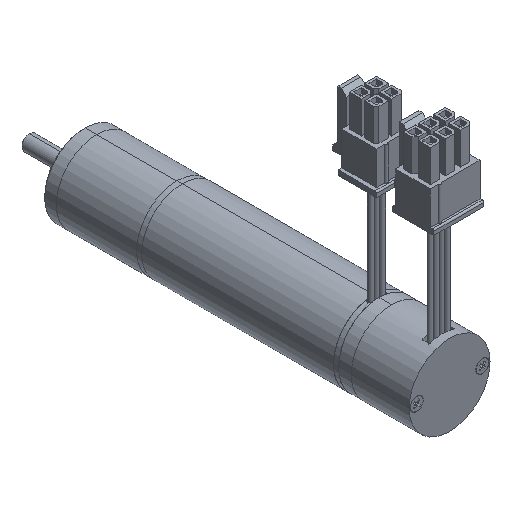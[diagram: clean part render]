
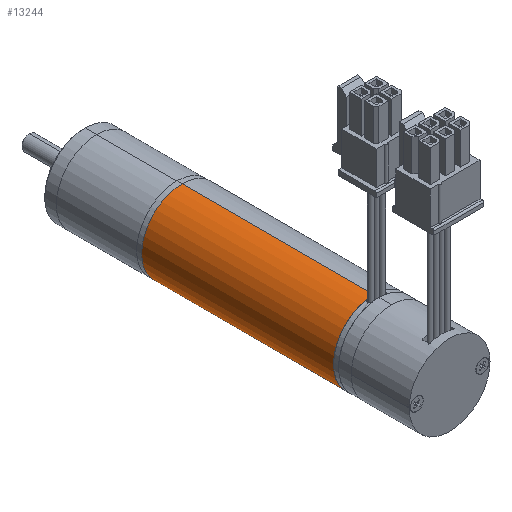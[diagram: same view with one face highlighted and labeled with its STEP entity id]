
A CAD part, isometric view. The second image highlights one B-rep face of the part: STEP entity #13244.
In plain terms, the highlighted cylindrical face has radius 8 mm (diameter 16 mm), a partial arc.
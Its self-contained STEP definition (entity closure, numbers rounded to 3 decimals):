
#832 = CARTESIAN_POINT ( 'NONE',  ( 0., -39., -8. ) ) ;
#2634 = CARTESIAN_POINT ( 'NONE',  ( 0., -39., 8. ) ) ;
#3707 = ORIENTED_EDGE ( 'NONE', *, *, #9985, .T. ) ;
#4406 = CARTESIAN_POINT ( 'NONE',  ( 0., -1., -8. ) ) ;
#4815 = DIRECTION ( 'NONE',  ( 0., 1., 0. ) ) ;
#4874 = DIRECTION ( 'NONE',  ( 0., 0., -1. ) ) ;
#4928 = CIRCLE ( 'NONE', #10187, 8. ) ;
#5098 = VERTEX_POINT ( 'NONE', #832 ) ;
#5120 = ORIENTED_EDGE ( 'NONE', *, *, #9034, .F. ) ;
#5146 = ORIENTED_EDGE ( 'NONE', *, *, #6376, .T. ) ;
#5266 = FACE_OUTER_BOUND ( 'NONE', #16340, .T. ) ;
#5422 = ORIENTED_EDGE ( 'NONE', *, *, #10771, .F. ) ;
#5524 = DIRECTION ( 'NONE',  ( 0., 1., 0. ) ) ;
#5680 = VECTOR ( 'NONE', #4815, 1000. ) ;
#5691 = VERTEX_POINT ( 'NONE', #12925 ) ;
#5822 = DIRECTION ( 'NONE',  ( 0., 0., 1. ) ) ;
#5957 = LINE ( 'NONE', #14564, #5680 ) ;
#6097 = DIRECTION ( 'NONE',  ( 0., -1., 0. ) ) ;
#6376 = EDGE_CURVE ( 'NONE', #6516, #5691, #15365, .T. ) ;
#6516 = VERTEX_POINT ( 'NONE', #13202 ) ;
#6737 = DIRECTION ( 'NONE',  ( 0., 0., -1. ) ) ;
#7820 = CYLINDRICAL_SURFACE ( 'NONE', #12843, 8. ) ;
#8158 = CIRCLE ( 'NONE', #10809, 8. ) ;
#9034 = EDGE_CURVE ( 'NONE', #6516, #5098, #4928, .T. ) ;
#9228 = DIRECTION ( 'NONE',  ( 0., -1., 0. ) ) ;
#9307 = CARTESIAN_POINT ( 'NONE',  ( 0., -39., 0. ) ) ;
#9479 = VERTEX_POINT ( 'NONE', #4406 ) ;
#9985 = EDGE_CURVE ( 'NONE', #5691, #9479, #8158, .T. ) ;
#10187 = AXIS2_PLACEMENT_3D ( 'NONE', #9307, #9228, #6737 ) ;
#10771 = EDGE_CURVE ( 'NONE', #5098, #9479, #5957, .T. ) ;
#10809 = AXIS2_PLACEMENT_3D ( 'NONE', #12395, #6097, #4874 ) ;
#12395 = CARTESIAN_POINT ( 'NONE',  ( 0., -1., 0. ) ) ;
#12843 = AXIS2_PLACEMENT_3D ( 'NONE', #13431, #13266, #5822 ) ;
#12925 = CARTESIAN_POINT ( 'NONE',  ( 0., -1., 8. ) ) ;
#13202 = CARTESIAN_POINT ( 'NONE',  ( 0., -39., 8. ) ) ;
#13244 = ADVANCED_FACE ( 'NONE', ( #5266 ), #7820, .T. ) ;
#13266 = DIRECTION ( 'NONE',  ( 0., 1., 0. ) ) ;
#13431 = CARTESIAN_POINT ( 'NONE',  ( 0., -39., 0. ) ) ;
#14237 = VECTOR ( 'NONE', #5524, 1000. ) ;
#14564 = CARTESIAN_POINT ( 'NONE',  ( 0., -39., -8. ) ) ;
#15365 = LINE ( 'NONE', #2634, #14237 ) ;
#16340 = EDGE_LOOP ( 'NONE', ( #5422, #5120, #5146, #3707 ) ) ;
